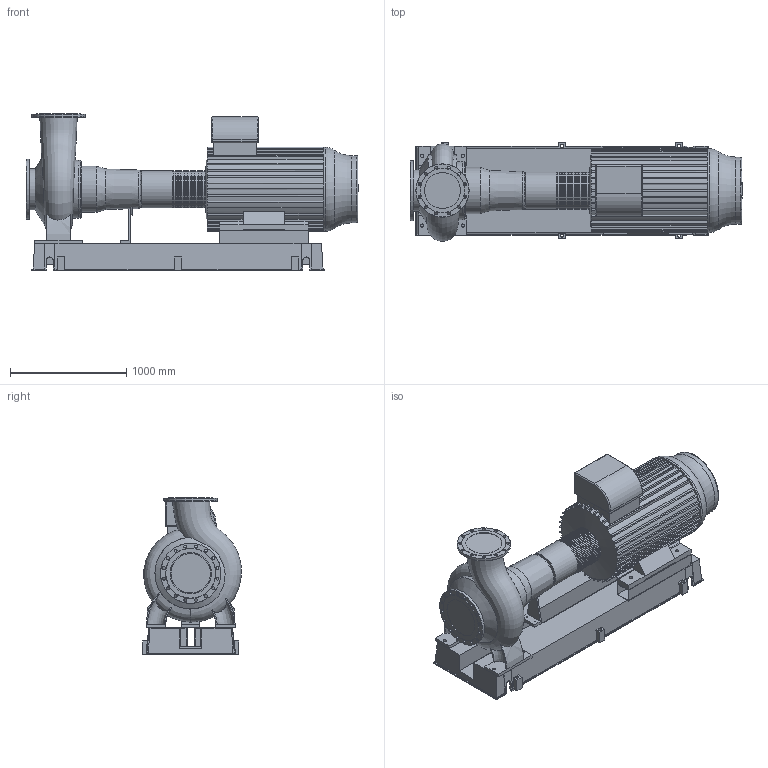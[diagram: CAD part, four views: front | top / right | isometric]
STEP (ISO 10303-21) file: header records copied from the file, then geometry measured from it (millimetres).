
FILE_DESCRIPTION(/* description */ (''),/* implementation_level */ '2;1');
FILE_NAME(/* name */ '3d_NLG300_550-315_4-4461280.stp',/* time_stamp */ '2020-10-20T12:51:05+02:00',/* author */ ('Andrzej'),/* organization */ (''),/* preprocessor_version */ 'ST-DEVELOPER v16.13',/* originating_system */ 'AutoCAD Mechanical',/* authorisation */ '');
FILE_SCHEMA (('AUTOMOTIVE_DESIGN { 1 0 10303 214 3 1 1 }'));
Length unit declared in the file: millimetre
Products named in the file (1): Product
Bounding box: 2860.5 x 852.52 x 1347 mm (x, y, z)
Volume: 861203379.2 mm3; surface area: 20911135.8 mm2
Topology: 12 solids, 13 shells, 705 faces, 1794 edges, 1152 vertices
Faces by surface type: plane 441, cylinder 202, bspline 34, torus 12, cone 10, sphere 6
Full cylindrical faces by diameter (mm): 8 x2, 26 x28, 27 x4, 28 x4, 29 x6, 55 x1, 65 x1, 78 x1, 95 x1, 100 x1, 260 x1, 309.7 x1, 316 x14, 320 x16, 339.6 x1, 355.6 x1, 400 x2, 460 x1, 500 x2, 520 x1, 578.4 x1, 723 x1
Entity records: 28995 total; most frequent: CARTESIAN_POINT 12424, ORIENTED_EDGE 3342, DIRECTION 3287, EDGE_CURVE 1671, AXIS2_PLACEMENT_3D 1153, VERTEX_POINT 1146, LINE 981, VECTOR 981
